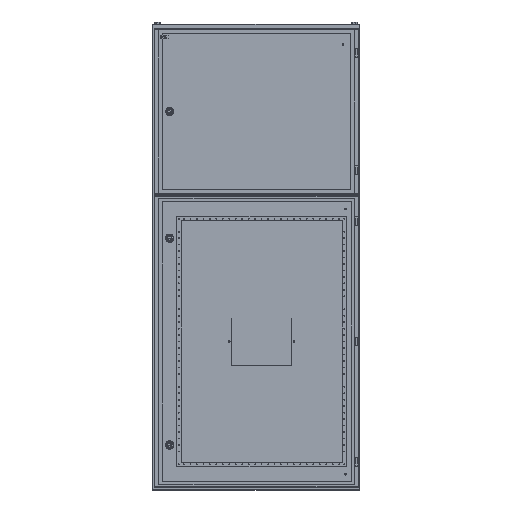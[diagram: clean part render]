
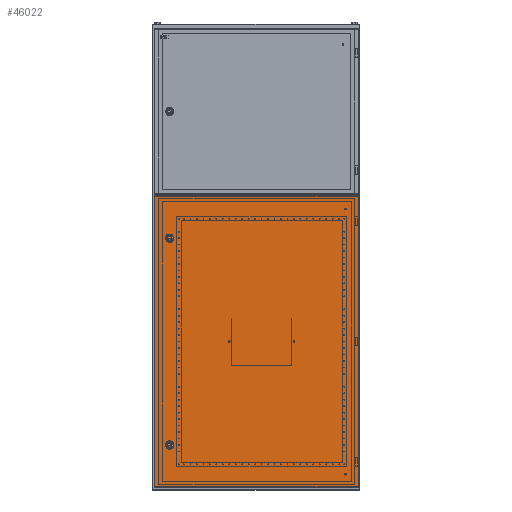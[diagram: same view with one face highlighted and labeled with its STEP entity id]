
A CAD part, top view. The second image highlights one B-rep face of the part: STEP entity #46022.
In plain terms, the highlighted planar face has unit normal (0, 0, 1).
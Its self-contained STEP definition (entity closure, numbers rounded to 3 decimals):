
#2046 = CARTESIAN_POINT ( 'NONE',  ( 790.5, 563.5, 0. ) ) ;
#2411 = CARTESIAN_POINT ( 'NONE',  ( 61.5, 400., 0. ) ) ;
#3493 = AXIS2_PLACEMENT_3D ( 'NONE', #87553, #78213, #15301 ) ;
#3621 = DIRECTION ( 'NONE',  ( 1., 0., 0. ) ) ;
#3939 = CIRCLE ( 'NONE', #33702, 1.5 ) ;
#4591 = CARTESIAN_POINT ( 'NONE',  ( 58.5, -400., 0. ) ) ;
#4814 = EDGE_LOOP ( 'NONE', ( #73971, #30885 ) ) ;
#6249 = EDGE_CURVE ( 'NONE', #89979, #55671, #77231, .T. ) ;
#7583 = EDGE_LOOP ( 'NONE', ( #65659, #62859, #46351, #43033 ) ) ;
#10050 = VECTOR ( 'NONE', #52115, 1000. ) ;
#11052 = DIRECTION ( 'NONE',  ( 0., 0., 1. ) ) ;
#14655 = EDGE_CURVE ( 'NONE', #39797, #89979, #69841, .T. ) ;
#15301 = DIRECTION ( 'NONE',  ( 1., 0., 0. ) ) ;
#17047 = CARTESIAN_POINT ( 'NONE',  ( 60., -400., 0. ) ) ;
#17699 = VERTEX_POINT ( 'NONE', #2411 ) ;
#18713 = CARTESIAN_POINT ( 'NONE',  ( 0., -563.5, 0. ) ) ;
#21236 = DIRECTION ( 'NONE',  ( 0., 1., 0. ) ) ;
#24610 = DIRECTION ( 'NONE',  ( 0., 0., 1. ) ) ;
#27352 = CARTESIAN_POINT ( 'NONE',  ( 60., 400., 0. ) ) ;
#27355 = EDGE_CURVE ( 'NONE', #102808, #17699, #90815, .T. ) ;
#29464 = CARTESIAN_POINT ( 'NONE',  ( 0., 563.5, 0. ) ) ;
#29830 = LINE ( 'NONE', #55511, #113670 ) ;
#30885 = ORIENTED_EDGE ( 'NONE', *, *, #27355, .F. ) ;
#31392 = CARTESIAN_POINT ( 'NONE',  ( 790.5, 563.5, 0. ) ) ;
#32533 = FACE_BOUND ( 'NONE', #4814, .T. ) ;
#32590 = DIRECTION ( 'NONE',  ( -1., 0., 0. ) ) ;
#33089 = DIRECTION ( 'NONE',  ( 0., 0., 1. ) ) ;
#33606 = AXIS2_PLACEMENT_3D ( 'NONE', #92705, #75194, #32590 ) ;
#33702 = AXIS2_PLACEMENT_3D ( 'NONE', #17047, #24610, #88170 ) ;
#38864 = ORIENTED_EDGE ( 'NONE', *, *, #113275, .F. ) ;
#39797 = VERTEX_POINT ( 'NONE', #31392 ) ;
#43033 = ORIENTED_EDGE ( 'NONE', *, *, #14655, .T. ) ;
#43489 = AXIS2_PLACEMENT_3D ( 'NONE', #85031, #33089, #68678 ) ;
#46022 = ADVANCED_FACE ( 'NONE', ( #59350, #32533, #75699 ), #77433, .T. ) ;
#46351 = ORIENTED_EDGE ( 'NONE', *, *, #47991, .T. ) ;
#47991 = EDGE_CURVE ( 'NONE', #62300, #39797, #54503, .T. ) ;
#51378 = EDGE_LOOP ( 'NONE', ( #38864, #56728 ) ) ;
#52115 = DIRECTION ( 'NONE',  ( 0., -1., 0. ) ) ;
#54503 = LINE ( 'NONE', #2046, #99796 ) ;
#55511 = CARTESIAN_POINT ( 'NONE',  ( 0., -563.5, 0. ) ) ;
#55671 = VERTEX_POINT ( 'NONE', #18713 ) ;
#56728 = ORIENTED_EDGE ( 'NONE', *, *, #90534, .F. ) ;
#58952 = VECTOR ( 'NONE', #106617, 1000. ) ;
#59350 = FACE_BOUND ( 'NONE', #51378, .T. ) ;
#62300 = VERTEX_POINT ( 'NONE', #94979 ) ;
#62859 = ORIENTED_EDGE ( 'NONE', *, *, #111647, .T. ) ;
#65659 = ORIENTED_EDGE ( 'NONE', *, *, #6249, .T. ) ;
#68678 = DIRECTION ( 'NONE',  ( 1., 0., 0. ) ) ;
#69841 = LINE ( 'NONE', #71020, #58952 ) ;
#71020 = CARTESIAN_POINT ( 'NONE',  ( 0., 563.5, 0. ) ) ;
#72764 = CIRCLE ( 'NONE', #33606, 1.5 ) ;
#73971 = ORIENTED_EDGE ( 'NONE', *, *, #105083, .F. ) ;
#75194 = DIRECTION ( 'NONE',  ( 0., 0., 1. ) ) ;
#75699 = FACE_OUTER_BOUND ( 'NONE', #7583, .T. ) ;
#75891 = AXIS2_PLACEMENT_3D ( 'NONE', #27352, #11052, #98526 ) ;
#76158 = CIRCLE ( 'NONE', #3493, 1.5 ) ;
#77231 = LINE ( 'NONE', #106388, #10050 ) ;
#77433 = PLANE ( 'NONE',  #43489 ) ;
#78213 = DIRECTION ( 'NONE',  ( 0., 0., 1. ) ) ;
#85031 = CARTESIAN_POINT ( 'NONE',  ( 0., 0., 0. ) ) ;
#87553 = CARTESIAN_POINT ( 'NONE',  ( 60., 400., 0. ) ) ;
#88170 = DIRECTION ( 'NONE',  ( -1., 0., 0. ) ) ;
#89979 = VERTEX_POINT ( 'NONE', #29464 ) ;
#90534 = EDGE_CURVE ( 'NONE', #97136, #108157, #3939, .T. ) ;
#90815 = CIRCLE ( 'NONE', #75891, 1.5 ) ;
#92705 = CARTESIAN_POINT ( 'NONE',  ( 60., -400., 0. ) ) ;
#94979 = CARTESIAN_POINT ( 'NONE',  ( 790.5, -563.5, 0. ) ) ;
#95230 = CARTESIAN_POINT ( 'NONE',  ( 61.5, -400., 0. ) ) ;
#97136 = VERTEX_POINT ( 'NONE', #4591 ) ;
#98526 = DIRECTION ( 'NONE',  ( 1., 0., 0. ) ) ;
#99796 = VECTOR ( 'NONE', #21236, 1000. ) ;
#101887 = CARTESIAN_POINT ( 'NONE',  ( 58.5, 400., 0. ) ) ;
#102808 = VERTEX_POINT ( 'NONE', #101887 ) ;
#105083 = EDGE_CURVE ( 'NONE', #17699, #102808, #76158, .T. ) ;
#106388 = CARTESIAN_POINT ( 'NONE',  ( 0., 563.5, 0. ) ) ;
#106617 = DIRECTION ( 'NONE',  ( -1., 0., 0. ) ) ;
#108157 = VERTEX_POINT ( 'NONE', #95230 ) ;
#111647 = EDGE_CURVE ( 'NONE', #55671, #62300, #29830, .T. ) ;
#113275 = EDGE_CURVE ( 'NONE', #108157, #97136, #72764, .T. ) ;
#113670 = VECTOR ( 'NONE', #3621, 1000. ) ;
